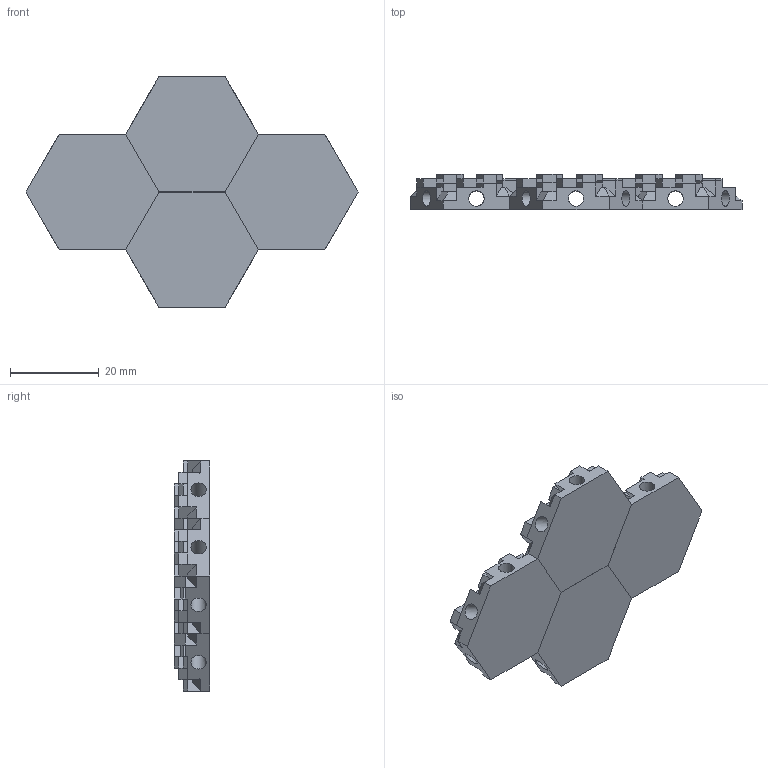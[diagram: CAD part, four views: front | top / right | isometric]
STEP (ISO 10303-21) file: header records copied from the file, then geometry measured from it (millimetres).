
FILE_DESCRIPTION(/* description */ (''),/* implementation_level */ '2;1');
FILE_NAME(/* name */ 'Hezagon_Brille.step',/* time_stamp */ '2019-08-01T13:36:00+02:00',/* author */ (''),/* organization */ (''),/* preprocessor_version */ 'ST-DEVELOPER v18',/* originating_system */ 'Autodesk Translation Framework v8.2.0.1029',/* authorisation */ '');
FILE_SCHEMA (('AUTOMOTIVE_DESIGN { 1 0 10303 214 3 1 1 }'));
Length unit declared in the file: millimetre
Products named in the file (5): Hezagon_Brille; Hexagon_3x3 v2; Hexagon_3x3 v2 (1); Hexagon_3x3 v2 (2); Hexagon_3x3 v2 (3)
Assembly tree (4 placements, depth 2):
  Hezagon_Brille
    Hexagon_3x3 v2
    Hexagon_3x3 v2 (1)
    Hexagon_3x3 v2 (2)
    Hexagon_3x3 v2 (3)
Bounding box: 75 x 8 x 51.98 mm (x, y, z)
Volume: 11263.1 mm3; surface area: 10211.7 mm2
Topology: 4 solids, 4 shells, 500 faces, 1308 edges, 800 vertices
Faces by surface type: plane 476, cylinder 24
Full cylindrical faces by diameter (mm): 3.5 x24
Entity records: 15041 total; most frequent: CARTESIAN_POINT 2617, ORIENTED_EDGE 2616, DIRECTION 2394, EDGE_CURVE 1308, LINE 1240, VECTOR 1240, VERTEX_POINT 800, AXIS2_PLACEMENT_3D 577
